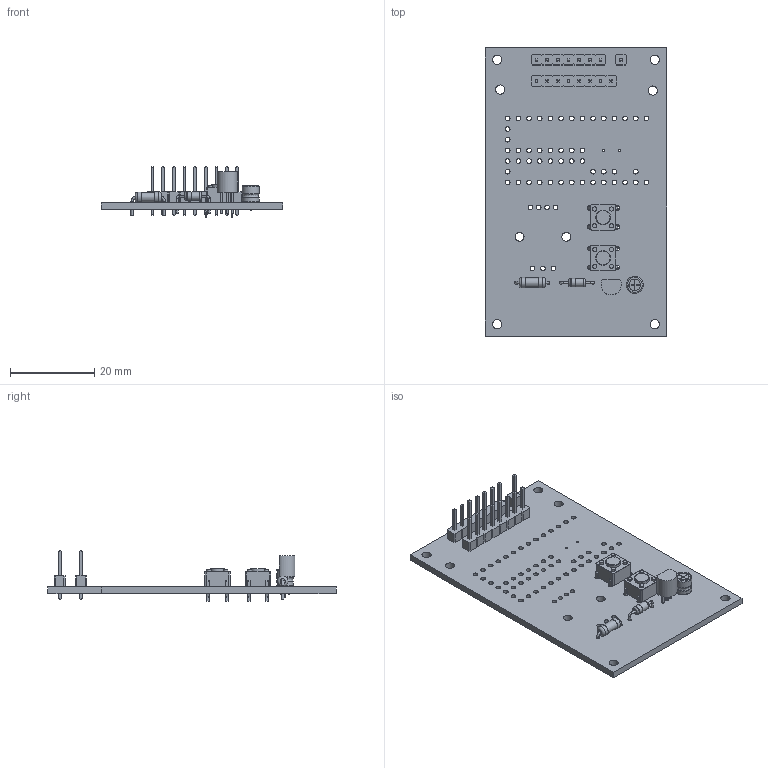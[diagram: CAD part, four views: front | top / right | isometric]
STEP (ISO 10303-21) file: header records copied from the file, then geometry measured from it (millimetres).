
FILE_DESCRIPTION(('KiCad electronic assembly'),'2;1');
FILE_NAME('lightmeter.step','2019-01-08T12:58:01',('An Author'),( 'A Company'),'Open CASCADE STEP processor 6.9', 'KiCad to STEP converter','Unknown');
FILE_SCHEMA(('AUTOMOTIVE_DESIGN { 1 0 10303 214 1 1 1 1 }'));
Length unit declared in the file: millimetre
Products named in the file (18): Open CASCADE STEP translator 6.9 1; CP_Radial_D4.0mm_P2.00mm; SOLID; D_DO-35_SOD27_P7.62mm_Horizontal; COMPOUND; PinHeader_1x07_P2.54mm_Vertical; PinHeader_1x08_P2.54mm_Vertical; PinHeader_1x01_P2.54mm_Vertical; TO-92_Inline; R_Axial_DIN0207_L6.3mm_D2.5mm_P7.62mm_Horizontal; SW_PUSH_6mm
Assembly tree (18 placements, depth 3):
  Open CASCADE STEP translator 6.9 1
    CP_Radial_D4.0mm_P2.00mm
      SOLID
    D_DO-35_SOD27_P7.62mm_Horizontal
      COMPOUND
    PinHeader_1x07_P2.54mm_Vertical
      SOLID
    PinHeader_1x08_P2.54mm_Vertical
      SOLID
    PinHeader_1x01_P2.54mm_Vertical
      SOLID
    TO-92_Inline
      SOLID
    R_Axial_DIN0207_L6.3mm_D2.5mm_P7.62mm_Horizontal
      SOLID
    SW_PUSH_6mm  x2
      SOLID
    COMPOUND
Bounding box: 43.18 x 68.58 x 12.04 mm (x, y, z)
Volume: 5329 mm3; surface area: 8200.3 mm2
Topology: 11 solids, 12 shells, 818 faces, 2034 edges, 1293 vertices
Faces by surface type: plane 583, cylinder 209, torus 12, bspline 8, revolution 6
Full cylindrical faces by diameter (mm): 0.3 x2, 0.5 x5, 0.6 x4, 0.75 x3, 0.8 x4, 1 x24, 1.1 x66, 2 x2, 2.02 x1, 2.1 x2, 2.2 x6, 2.25 x1, 2.5 x2, 3.5 x2
Entity records: 51999 total; most frequent: CARTESIAN_POINT 11524, DIRECTION 6738, LINE 4485, VECTOR 4485, ORIENTED_EDGE 3514, PCURVE 3514, DEFINITIONAL_REPRESENTATION 3514, EDGE_CURVE 1757
